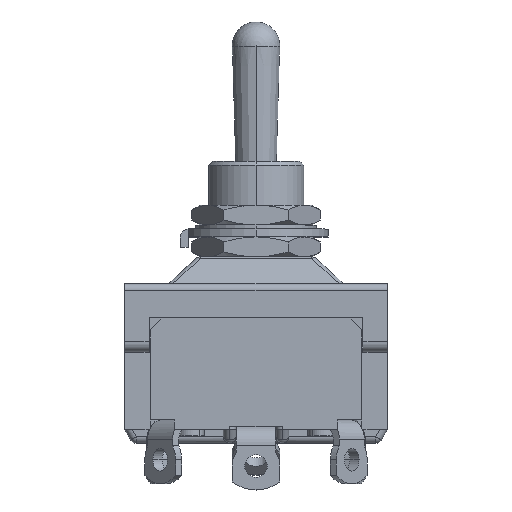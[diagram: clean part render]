
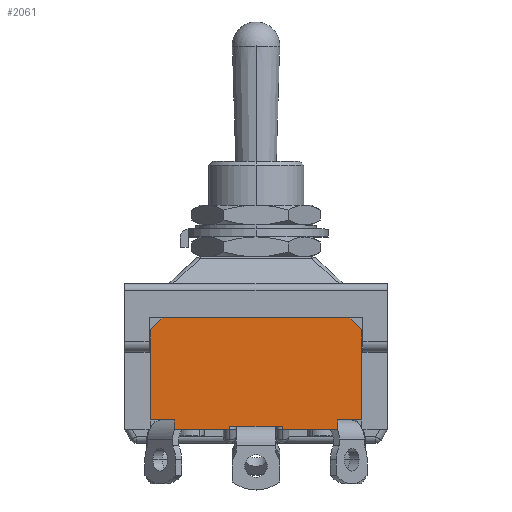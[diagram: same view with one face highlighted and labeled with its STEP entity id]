
A CAD part, top view. The second image highlights one B-rep face of the part: STEP entity #2061.
In plain terms, the highlighted planar face has unit normal (0, 0, 1).
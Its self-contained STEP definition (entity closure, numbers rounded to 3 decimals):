
#129 = CARTESIAN_POINT ( 'NONE',  ( -3.3, -17.1, 18.2 ) ) ;
#130 = DIRECTION ( 'NONE',  ( 0., 1., 0. ) ) ;
#146 = LINE ( 'NONE', #7077, #2676 ) ;
#156 = VECTOR ( 'NONE', #8485, 1000. ) ;
#286 = VERTEX_POINT ( 'NONE', #5607 ) ;
#681 = DIRECTION ( 'NONE',  ( 0., -1., 0. ) ) ;
#964 = VERTEX_POINT ( 'NONE', #5677 ) ;
#1040 = VECTOR ( 'NONE', #1437, 1000. ) ;
#1165 = LINE ( 'NONE', #2234, #12017 ) ;
#1265 = VERTEX_POINT ( 'NONE', #8198 ) ;
#1316 = ORIENTED_EDGE ( 'NONE', *, *, #10669, .T. ) ;
#1343 = CARTESIAN_POINT ( 'NONE',  ( 10.246, -16.3, 18.2 ) ) ;
#1345 = CARTESIAN_POINT ( 'NONE',  ( 3.3, -17.1, 18.2 ) ) ;
#1437 = DIRECTION ( 'NONE',  ( -1., 0., 0. ) ) ;
#1571 = VECTOR ( 'NONE', #681, 1000. ) ;
#1930 = CARTESIAN_POINT ( 'NONE',  ( 11.8, -3.5, 18.2 ) ) ;
#2061 = ADVANCED_FACE ( 'NONE', ( #3951 ), #9067, .F. ) ;
#2234 = CARTESIAN_POINT ( 'NONE',  ( 0., -3.5, 18.2 ) ) ;
#2321 = EDGE_CURVE ( 'NONE', #4193, #7961, #2910, .T. ) ;
#2372 = ORIENTED_EDGE ( 'NONE', *, *, #3007, .T. ) ;
#2445 = ORIENTED_EDGE ( 'NONE', *, *, #13154, .F. ) ;
#2562 = VERTEX_POINT ( 'NONE', #4084 ) ;
#2578 = LINE ( 'NONE', #4735, #3966 ) ;
#2601 = ORIENTED_EDGE ( 'NONE', *, *, #2816, .F. ) ;
#2676 = VECTOR ( 'NONE', #13624, 1000. ) ;
#2816 = EDGE_CURVE ( 'NONE', #964, #7569, #10038, .T. ) ;
#2887 = ORIENTED_EDGE ( 'NONE', *, *, #13452, .T. ) ;
#2910 = LINE ( 'NONE', #1345, #1040 ) ;
#2964 = AXIS2_PLACEMENT_3D ( 'NONE', #4795, #11366, #5996 ) ;
#3007 = EDGE_CURVE ( 'NONE', #5104, #286, #4785, .T. ) ;
#3037 = LINE ( 'NONE', #12744, #156 ) ;
#3120 = ORIENTED_EDGE ( 'NONE', *, *, #5700, .F. ) ;
#3182 = CARTESIAN_POINT ( 'NONE',  ( -3.3, -17.5, 18.2 ) ) ;
#3459 = CARTESIAN_POINT ( 'NONE',  ( 13.3, -17.5, 18.2 ) ) ;
#3537 = DIRECTION ( 'NONE',  ( 0., 1., 0. ) ) ;
#3685 = CARTESIAN_POINT ( 'NONE',  ( 0., -17.5, 18.2 ) ) ;
#3687 = CARTESIAN_POINT ( 'NONE',  ( 13.3, -5., 18.2 ) ) ;
#3805 = ORIENTED_EDGE ( 'NONE', *, *, #13218, .F. ) ;
#3951 = FACE_OUTER_BOUND ( 'NONE', #12923, .T. ) ;
#3966 = VECTOR ( 'NONE', #13326, 1000. ) ;
#4037 = CARTESIAN_POINT ( 'NONE',  ( -10.246, -16.3, 18.2 ) ) ;
#4084 = CARTESIAN_POINT ( 'NONE',  ( 10.246, -16.3, 18.2 ) ) ;
#4193 = VERTEX_POINT ( 'NONE', #11286 ) ;
#4508 = EDGE_CURVE ( 'NONE', #6264, #1265, #1165, .T. ) ;
#4539 = CARTESIAN_POINT ( 'NONE',  ( -13.3, -17.5, 18.2 ) ) ;
#4564 = ORIENTED_EDGE ( 'NONE', *, *, #12189, .T. ) ;
#4585 = DIRECTION ( 'NONE',  ( 0., -1., 0. ) ) ;
#4735 = CARTESIAN_POINT ( 'NONE',  ( 10.246, -16.3, 18.2 ) ) ;
#4785 = LINE ( 'NONE', #3685, #6149 ) ;
#4795 = CARTESIAN_POINT ( 'NONE',  ( 0., -3.5, 18.2 ) ) ;
#4934 = VERTEX_POINT ( 'NONE', #7157 ) ;
#5104 = VERTEX_POINT ( 'NONE', #13646 ) ;
#5201 = ORIENTED_EDGE ( 'NONE', *, *, #5403, .T. ) ;
#5403 = EDGE_CURVE ( 'NONE', #12662, #6264, #3037, .T. ) ;
#5607 = CARTESIAN_POINT ( 'NONE',  ( 10.246, -17.5, 18.2 ) ) ;
#5641 = EDGE_CURVE ( 'NONE', #6531, #10507, #9128, .T. ) ;
#5677 = CARTESIAN_POINT ( 'NONE',  ( -13.3, -16.3, 18.2 ) ) ;
#5694 = DIRECTION ( 'NONE',  ( 1., 0., 0. ) ) ;
#5700 = EDGE_CURVE ( 'NONE', #7569, #1265, #12148, .T. ) ;
#5829 = CARTESIAN_POINT ( 'NONE',  ( 0., -17.5, 18.2 ) ) ;
#5963 = CARTESIAN_POINT ( 'NONE',  ( -11.8, -3.5, 18.2 ) ) ;
#5995 = LINE ( 'NONE', #6465, #13898 ) ;
#5996 = DIRECTION ( 'NONE',  ( -1., 0., 0. ) ) ;
#6149 = VECTOR ( 'NONE', #11152, 1000. ) ;
#6264 = VERTEX_POINT ( 'NONE', #1930 ) ;
#6421 = CARTESIAN_POINT ( 'NONE',  ( -13.3, -5., 18.2 ) ) ;
#6465 = CARTESIAN_POINT ( 'NONE',  ( 3.3, -17.1, 18.2 ) ) ;
#6499 = VECTOR ( 'NONE', #7924, 1000. ) ;
#6531 = VERTEX_POINT ( 'NONE', #6865 ) ;
#6555 = ORIENTED_EDGE ( 'NONE', *, *, #5641, .T. ) ;
#6689 = CARTESIAN_POINT ( 'NONE',  ( 13.3, -16.3, 18.2 ) ) ;
#6865 = CARTESIAN_POINT ( 'NONE',  ( -10.246, -17.5, 18.2 ) ) ;
#6928 = VECTOR ( 'NONE', #9257, 1000. ) ;
#7072 = VECTOR ( 'NONE', #3537, 1000. ) ;
#7077 = CARTESIAN_POINT ( 'NONE',  ( -10.246, -16.3, 18.2 ) ) ;
#7157 = CARTESIAN_POINT ( 'NONE',  ( -10.246, -16.3, 18.2 ) ) ;
#7449 = VECTOR ( 'NONE', #5694, 1000. ) ;
#7569 = VERTEX_POINT ( 'NONE', #6421 ) ;
#7863 = VECTOR ( 'NONE', #130, 1000. ) ;
#7910 = ORIENTED_EDGE ( 'NONE', *, *, #10637, .F. ) ;
#7924 = DIRECTION ( 'NONE',  ( -1., 0., 0. ) ) ;
#7961 = VERTEX_POINT ( 'NONE', #8459 ) ;
#8198 = CARTESIAN_POINT ( 'NONE',  ( -11.8, -3.5, 18.2 ) ) ;
#8268 = VECTOR ( 'NONE', #4585, 1000. ) ;
#8459 = CARTESIAN_POINT ( 'NONE',  ( -3.3, -17.1, 18.2 ) ) ;
#8485 = DIRECTION ( 'NONE',  ( -0.707, 0.707, 0. ) ) ;
#9067 = PLANE ( 'NONE',  #2964 ) ;
#9128 = LINE ( 'NONE', #5829, #7449 ) ;
#9257 = DIRECTION ( 'NONE',  ( 0.707, 0.707, 0. ) ) ;
#9417 = VERTEX_POINT ( 'NONE', #6689 ) ;
#9550 = ORIENTED_EDGE ( 'NONE', *, *, #9762, .T. ) ;
#9707 = LINE ( 'NONE', #1343, #6499 ) ;
#9762 = EDGE_CURVE ( 'NONE', #964, #4934, #146, .T. ) ;
#10038 = LINE ( 'NONE', #4539, #7863 ) ;
#10273 = LINE ( 'NONE', #3459, #7072 ) ;
#10507 = VERTEX_POINT ( 'NONE', #3182 ) ;
#10637 = EDGE_CURVE ( 'NONE', #7961, #10507, #11135, .T. ) ;
#10669 = EDGE_CURVE ( 'NONE', #9417, #12662, #10273, .T. ) ;
#10719 = DIRECTION ( 'NONE',  ( -1., 0., 0. ) ) ;
#10877 = ORIENTED_EDGE ( 'NONE', *, *, #4508, .T. ) ;
#11135 = LINE ( 'NONE', #129, #8268 ) ;
#11152 = DIRECTION ( 'NONE',  ( 1., 0., 0. ) ) ;
#11286 = CARTESIAN_POINT ( 'NONE',  ( 3.3, -17.1, 18.2 ) ) ;
#11366 = DIRECTION ( 'NONE',  ( 0., 0., -1. ) ) ;
#12017 = VECTOR ( 'NONE', #10719, 1000. ) ;
#12148 = LINE ( 'NONE', #5963, #6928 ) ;
#12189 = EDGE_CURVE ( 'NONE', #4934, #6531, #13600, .T. ) ;
#12578 = ORIENTED_EDGE ( 'NONE', *, *, #2321, .F. ) ;
#12662 = VERTEX_POINT ( 'NONE', #3687 ) ;
#12744 = CARTESIAN_POINT ( 'NONE',  ( 11.8, -3.5, 18.2 ) ) ;
#12784 = DIRECTION ( 'NONE',  ( 0., -1., 0. ) ) ;
#12923 = EDGE_LOOP ( 'NONE', ( #12578, #2887, #2372, #3805, #2445, #1316, #5201, #10877, #3120, #2601, #9550, #4564, #6555, #7910 ) ) ;
#13154 = EDGE_CURVE ( 'NONE', #9417, #2562, #9707, .T. ) ;
#13218 = EDGE_CURVE ( 'NONE', #2562, #286, #2578, .T. ) ;
#13326 = DIRECTION ( 'NONE',  ( 0., -1., 0. ) ) ;
#13452 = EDGE_CURVE ( 'NONE', #4193, #5104, #5995, .T. ) ;
#13600 = LINE ( 'NONE', #4037, #1571 ) ;
#13624 = DIRECTION ( 'NONE',  ( 1., 0., 0. ) ) ;
#13646 = CARTESIAN_POINT ( 'NONE',  ( 3.3, -17.5, 18.2 ) ) ;
#13898 = VECTOR ( 'NONE', #12784, 1000. ) ;
